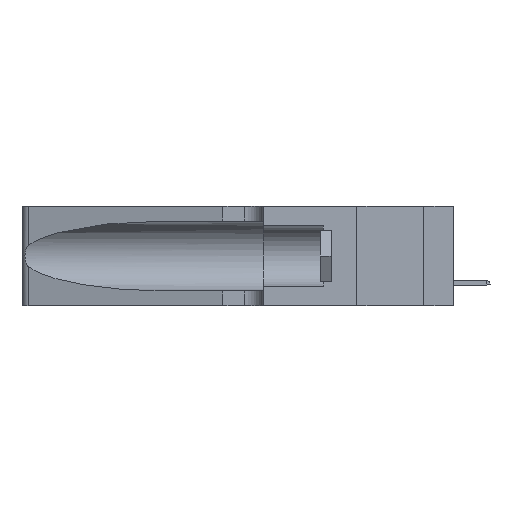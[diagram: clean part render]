
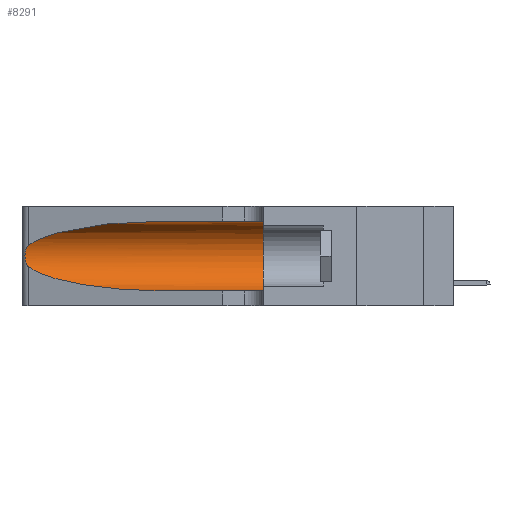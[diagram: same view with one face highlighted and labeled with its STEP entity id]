
A CAD part, left-side view. The second image highlights one B-rep face of the part: STEP entity #8291.
In plain terms, the highlighted cylindrical face has radius 3.308 mm (diameter 6.617 mm), a partial arc.
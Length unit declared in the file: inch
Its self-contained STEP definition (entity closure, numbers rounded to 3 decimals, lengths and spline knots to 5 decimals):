
#159 = CARTESIAN_POINT ( 'NONE',  ( 0.26075, 1.23896, 0.19203 ) ) ;
#183 = FACE_OUTER_BOUND ( 'NONE', #9315, .T. ) ;
#279 = DIRECTION ( 'NONE',  ( 0., 1., 0. ) ) ;
#928 = CARTESIAN_POINT ( 'NONE',  ( 0.1305, 0.35, 0.185 ) ) ;
#1625 = DIRECTION ( 'NONE',  ( 0., -1., 0. ) ) ;
#1927 = CARTESIAN_POINT ( 'NONE',  ( 0.1305, 1.61858, 0.05475 ) ) ;
#2037 = EDGE_CURVE ( 'NONE', #10204, #18591, #13926, .T. ) ;
#2443 = VERTEX_POINT ( 'NONE', #6966 ) ;
#2529 = CARTESIAN_POINT ( 'NONE',  ( 0.25639, 1.23184, 0.21858 ) ) ;
#3743 = CARTESIAN_POINT ( 'NONE',  ( 0.26018, 1.23835, 0.19895 ) ) ;
#4485 = EDGE_CURVE ( 'NONE', #16513, #10204, #8621, .T. ) ;
#4652 = CARTESIAN_POINT ( 'NONE',  ( 0.2373, 1.15595, 0.28018 ) ) ;
#4812 = EDGE_CURVE ( 'NONE', #2443, #18591, #10890, .T. ) ;
#5095 = EDGE_CURVE ( 'NONE', #8230, #2443, #7807, .T. ) ;
#5568 = CARTESIAN_POINT ( 'NONE',  ( 0.25487, 1.22718, 0.14631 ) ) ;
#5864 = DIRECTION ( 'NONE',  ( 0., -1., 0. ) ) ;
#6354 = CARTESIAN_POINT ( 'NONE',  ( 0.1305, 0.72297, 0.31525 ) ) ;
#6745 = CYLINDRICAL_SURFACE ( 'NONE', #9320, 0.13025 ) ;
#6748 = ORIENTED_EDGE ( 'NONE', *, *, #22112, .T. ) ;
#6966 = CARTESIAN_POINT ( 'NONE',  ( 0.1305, 0.35, 0.31525 ) ) ;
#7327 = ORIENTED_EDGE ( 'NONE', *, *, #2037, .T. ) ;
#7545 = CARTESIAN_POINT ( 'NONE',  ( 0.25487, 1.22718, 0.14631 ) ) ;
#7684 = ORIENTED_EDGE ( 'NONE', *, *, #4812, .F. ) ;
#7789 = CARTESIAN_POINT ( 'NONE',  ( 0.1305, 0.72297, 0.05475 ) ) ;
#7807 = LINE ( 'NONE', #12903, #11609 ) ;
#8230 = VERTEX_POINT ( 'NONE', #18291 ) ;
#8291 = ADVANCED_FACE ( 'NONE', ( #183 ), #6745, .F. ) ;
#8621 =( BOUNDED_CURVE ( )  B_SPLINE_CURVE ( 3, ( #7545, #19258, #10707, #14430 ),
 .UNSPECIFIED., .F., .T. ) 
 B_SPLINE_CURVE_WITH_KNOTS ( ( 4, 4 ),
 ( 3.44316, 4.71239 ),
 .UNSPECIFIED. ) 
 CURVE ( )  GEOMETRIC_REPRESENTATION_ITEM ( )  RATIONAL_B_SPLINE_CURVE ( ( 1., 0.87, 0.87, 1. ) ) 
 REPRESENTATION_ITEM ( '' )  );
#9315 = EDGE_LOOP ( 'NONE', ( #12505, #6748, #15802, #7327, #7684, #16482 ) ) ;
#9320 = AXIS2_PLACEMENT_3D ( 'NONE', #13142, #1625, #19974 ) ;
#10164 = AXIS2_PLACEMENT_3D ( 'NONE', #928, #279, #13154 ) ;
#10204 = VERTEX_POINT ( 'NONE', #7789 ) ;
#10240 = CARTESIAN_POINT ( 'NONE',  ( 0.25854, 1.2359, 0.20912 ) ) ;
#10343 = CARTESIAN_POINT ( 'NONE',  ( 0.26017, 1.23833, 0.17102 ) ) ;
#10679 = CARTESIAN_POINT ( 'NONE',  ( 0.26075, 1.23896, 0.178 ) ) ;
#10707 = CARTESIAN_POINT ( 'NONE',  ( 0.18966, 0.96281, 0.05475 ) ) ;
#10890 = CIRCLE ( 'NONE', #10164, 0.13025 ) ;
#10950 =( BOUNDED_CURVE ( )  B_SPLINE_CURVE ( 3, ( #6354, #13278, #4652, #11554 ),
 .UNSPECIFIED., .F., .T. ) 
 B_SPLINE_CURVE_WITH_KNOTS ( ( 4, 4 ),
 ( 1.5708, 2.84003 ),
 .UNSPECIFIED. ) 
 CURVE ( )  GEOMETRIC_REPRESENTATION_ITEM ( )  RATIONAL_B_SPLINE_CURVE ( ( 1., 0.87, 0.87, 1. ) ) 
 REPRESENTATION_ITEM ( '' )  );
#10952 = CARTESIAN_POINT ( 'NONE',  ( 0.25487, 1.22718, 0.14631 ) ) ;
#11156 = CARTESIAN_POINT ( 'NONE',  ( 0.25555, 1.22994, 0.2215 ) ) ;
#11554 = CARTESIAN_POINT ( 'NONE',  ( 0.25487, 1.22718, 0.22369 ) ) ;
#11609 = VECTOR ( 'NONE', #5864, 39.37008 ) ;
#12036 = VERTEX_POINT ( 'NONE', #14204 ) ;
#12505 = ORIENTED_EDGE ( 'NONE', *, *, #13207, .T. ) ;
#12903 = CARTESIAN_POINT ( 'NONE',  ( 0.1305, 1.61858, 0.31525 ) ) ;
#13142 = CARTESIAN_POINT ( 'NONE',  ( 0.1305, 1.61858, 0.185 ) ) ;
#13154 = DIRECTION ( 'NONE',  ( 0., 0., 1. ) ) ;
#13207 = EDGE_CURVE ( 'NONE', #8230, #12036, #10950, .T. ) ;
#13278 = CARTESIAN_POINT ( 'NONE',  ( 0.18966, 0.96281, 0.31525 ) ) ;
#13926 = LINE ( 'NONE', #1927, #17301 ) ;
#14185 = CARTESIAN_POINT ( 'NONE',  ( 0.25639, 1.23186, 0.15144 ) ) ;
#14204 = CARTESIAN_POINT ( 'NONE',  ( 0.25487, 1.22718, 0.22369 ) ) ;
#14429 = CARTESIAN_POINT ( 'NONE',  ( 0.25487, 1.22718, 0.22369 ) ) ;
#14430 = CARTESIAN_POINT ( 'NONE',  ( 0.1305, 0.72297, 0.05475 ) ) ;
#15499 = CARTESIAN_POINT ( 'NONE',  ( 0.25789, 1.23486, 0.15765 ) ) ;
#15699 = DIRECTION ( 'NONE',  ( 0., -1., 0. ) ) ;
#15802 = ORIENTED_EDGE ( 'NONE', *, *, #4485, .T. ) ;
#16482 = ORIENTED_EDGE ( 'NONE', *, *, #5095, .F. ) ;
#16513 = VERTEX_POINT ( 'NONE', #10952 ) ;
#17301 = VECTOR ( 'NONE', #15699, 39.37008 ) ;
#17438 = B_SPLINE_CURVE_WITH_KNOTS ( 'NONE', 3,
 ( #14429, #11156, #2529, #19232, #10240, #3743, #159, #10679, #10343, #17518, #15499, #14185, #21018, #5568 ),
 .UNSPECIFIED., .F., .F.,
 ( 4, 2, 2, 2, 2, 2, 4 ),
 ( 0., 0.00027, 0.00053, 0.00107, 0.0016, 0.00187, 0.00214 ),
 .UNSPECIFIED. ) ;
#17518 = CARTESIAN_POINT ( 'NONE',  ( 0.25856, 1.23593, 0.16098 ) ) ;
#18291 = CARTESIAN_POINT ( 'NONE',  ( 0.1305, 0.72297, 0.31525 ) ) ;
#18591 = VERTEX_POINT ( 'NONE', #22087 ) ;
#19232 = CARTESIAN_POINT ( 'NONE',  ( 0.25787, 1.23484, 0.2124 ) ) ;
#19258 = CARTESIAN_POINT ( 'NONE',  ( 0.2373, 1.15595, 0.08982 ) ) ;
#19974 = DIRECTION ( 'NONE',  ( 0., 0., -1. ) ) ;
#21018 = CARTESIAN_POINT ( 'NONE',  ( 0.25555, 1.22993, 0.14849 ) ) ;
#22087 = CARTESIAN_POINT ( 'NONE',  ( 0.1305, 0.35, 0.05475 ) ) ;
#22112 = EDGE_CURVE ( 'NONE', #12036, #16513, #17438, .T. ) ;
